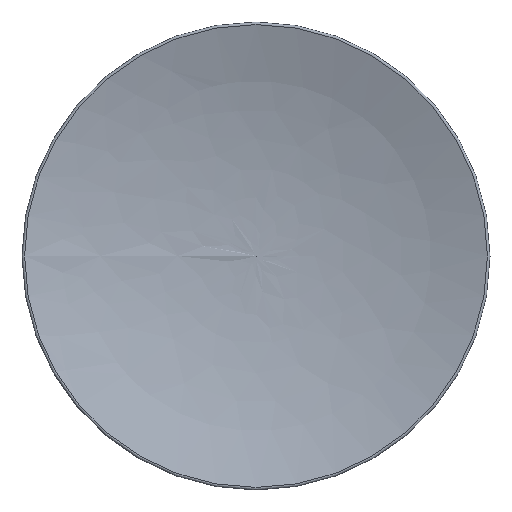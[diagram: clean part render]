
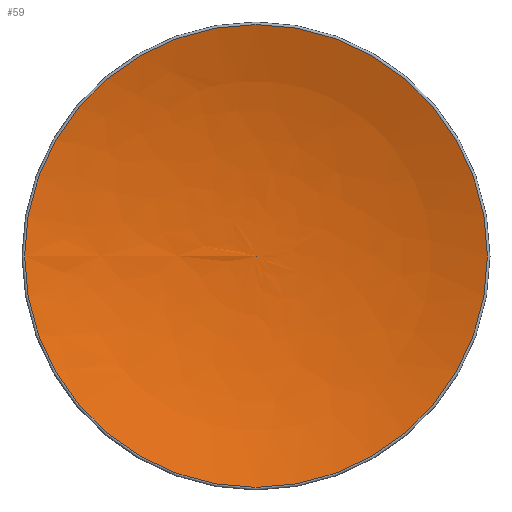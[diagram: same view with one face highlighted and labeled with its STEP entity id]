
A CAD part, top view. The second image highlights one B-rep face of the part: STEP entity #59.
In plain terms, the highlighted free-form (B-spline) face has degree [2, 2] with [3, 9] control points.
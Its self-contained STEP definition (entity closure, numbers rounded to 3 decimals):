
#15=(
BOUNDED_SURFACE()
B_SPLINE_SURFACE(2,2,((#112,#113,#114,#115,#116,#117,#118,#119,#120),(#121,
#122,#123,#124,#125,#126,#127,#128,#129),(#130,#131,#132,#133,#134,#135,
#136,#137,#138)),.UNSPECIFIED.,.F.,.T.,.F.)
B_SPLINE_SURFACE_WITH_KNOTS((3,3),(3,2,2,2,3),(-1.592,-1.249),
(-3.142,-1.571,0.,1.571,3.142),
 .UNSPECIFIED.)
GEOMETRIC_REPRESENTATION_ITEM()
RATIONAL_B_SPLINE_SURFACE(((1.,0.707,1.,0.707,1.,
0.707,1.,0.707,1.),(0.985,0.697,
0.985,0.697,0.985,0.697,0.985,
0.697,0.985),(1.,0.707,1.,0.707,
1.,0.707,1.,0.707,1.)))
REPRESENTATION_ITEM('')
SURFACE()
);
#18=FACE_OUTER_BOUND('',#21,.T.);
#21=EDGE_LOOP('',(#49,#50,#51,#52));
#23=CIRCLE('',#76,1.166);
#27=CIRCLE('',#80,1.166);
#28=CIRCLE('',#81,3.45);
#30=VERTEX_POINT('',#103);
#31=VERTEX_POINT('',#104);
#34=VERTEX_POINT('',#139);
#36=EDGE_CURVE('',#30,#31,#23,.T.);
#40=EDGE_CURVE('',#31,#30,#27,.T.);
#41=EDGE_CURVE('',#31,#34,#28,.T.);
#49=ORIENTED_EDGE('',*,*,#36,.F.);
#50=ORIENTED_EDGE('',*,*,#40,.F.);
#51=ORIENTED_EDGE('',*,*,#41,.T.);
#52=ORIENTED_EDGE('',*,*,#41,.F.);
#59=ADVANCED_FACE('',(#18),#15,.T.);
#76=AXIS2_PLACEMENT_3D('',#105,#87,#88);
#80=AXIS2_PLACEMENT_3D('',#111,#95,#96);
#81=AXIS2_PLACEMENT_3D('',#140,#97,#98);
#87=DIRECTION('center_axis',(0.,0.,-1.));
#88=DIRECTION('ref_axis',(-1.,0.,0.));
#95=DIRECTION('center_axis',(0.,0.,-1.));
#96=DIRECTION('ref_axis',(-1.,0.,0.));
#97=DIRECTION('center_axis',(0.,-1.,0.));
#98=DIRECTION('ref_axis',(-1.,0.,0.));
#103=CARTESIAN_POINT('',(1.166,0.,2.05));
#104=CARTESIAN_POINT('',(-1.166,0.,2.05));
#105=CARTESIAN_POINT('Origin',(0.,0.,
2.05));
#111=CARTESIAN_POINT('Origin',(0.,0.,
2.05));
#112=CARTESIAN_POINT('Ctrl Pts',(0.,0.,
1.874));
#113=CARTESIAN_POINT('Ctrl Pts',(0.,0.,
1.874));
#114=CARTESIAN_POINT('Ctrl Pts',(0.,0.,
1.874));
#115=CARTESIAN_POINT('Ctrl Pts',(0.,0.,
1.874));
#116=CARTESIAN_POINT('Ctrl Pts',(0.,0.,
1.874));
#117=CARTESIAN_POINT('Ctrl Pts',(0.,0.,
1.874));
#118=CARTESIAN_POINT('Ctrl Pts',(0.,0.,
1.874));
#119=CARTESIAN_POINT('Ctrl Pts',(0.,0.,
1.874));
#120=CARTESIAN_POINT('Ctrl Pts',(0.,0.,
1.874));
#121=CARTESIAN_POINT('Ctrl Pts',(-0.598,0.,
1.861));
#122=CARTESIAN_POINT('Ctrl Pts',(-0.598,-0.598,1.861));
#123=CARTESIAN_POINT('Ctrl Pts',(0.,-0.598,
1.861));
#124=CARTESIAN_POINT('Ctrl Pts',(0.598,-0.598,1.861));
#125=CARTESIAN_POINT('Ctrl Pts',(0.598,0.,
1.861));
#126=CARTESIAN_POINT('Ctrl Pts',(0.598,0.598,1.861));
#127=CARTESIAN_POINT('Ctrl Pts',(0.,0.598,
1.861));
#128=CARTESIAN_POINT('Ctrl Pts',(-0.598,0.598,1.861));
#129=CARTESIAN_POINT('Ctrl Pts',(-0.598,0.,
1.861));
#130=CARTESIAN_POINT('Ctrl Pts',(-1.166,0.,
2.05));
#131=CARTESIAN_POINT('Ctrl Pts',(-1.166,-1.166,2.05));
#132=CARTESIAN_POINT('Ctrl Pts',(0.,-1.166,
2.05));
#133=CARTESIAN_POINT('Ctrl Pts',(1.166,-1.166,2.05));
#134=CARTESIAN_POINT('Ctrl Pts',(1.166,0.,
2.05));
#135=CARTESIAN_POINT('Ctrl Pts',(1.166,1.165,2.05));
#136=CARTESIAN_POINT('Ctrl Pts',(0.,1.165,
2.05));
#137=CARTESIAN_POINT('Ctrl Pts',(-1.166,1.165,2.05));
#138=CARTESIAN_POINT('Ctrl Pts',(-1.166,0.,
2.05));
#139=CARTESIAN_POINT('',(0.,0.,1.874));
#140=CARTESIAN_POINT('Origin',(-0.074,0.,
5.323));
